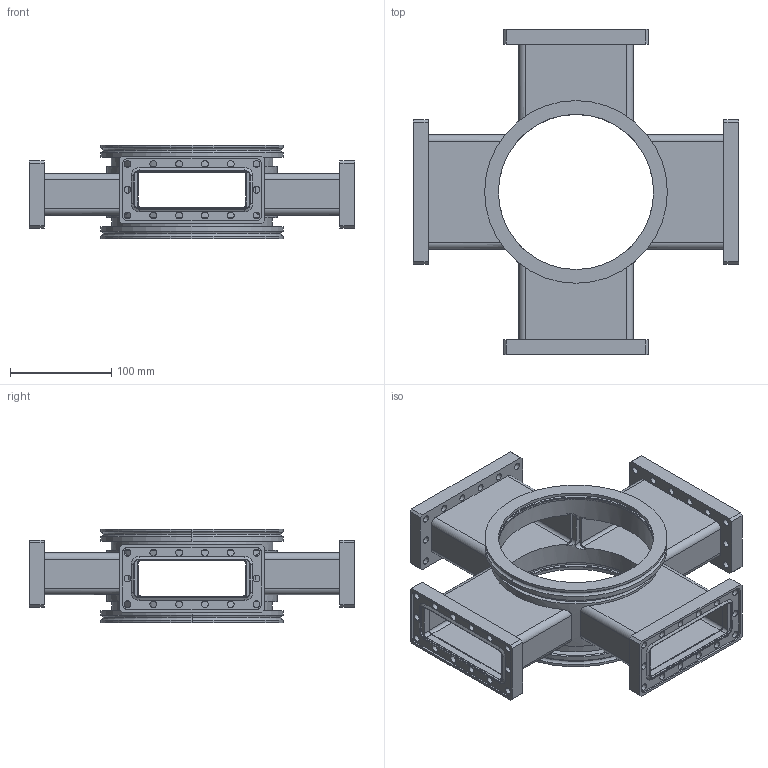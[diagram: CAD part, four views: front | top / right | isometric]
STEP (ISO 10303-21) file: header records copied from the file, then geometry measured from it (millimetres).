
FILE_DESCRIPTION(/* description */ (''),/* implementation_level */ '2;1');
FILE_NAME(/* name */ 'PRAD HOUSING.stp',/* time_stamp */ '2024-08-09T14:47:04-04:00',/* author */ (''),/* organization */ (''),/* preprocessor_version */ 'ST-DEVELOPER v16.7',/* originating_system */ 'SIEMENS PLM Software NX 12.0',/* authorisation */ '');
FILE_SCHEMA (('AP203_CONFIGURATION_CONTROLLED_3D_DESIGN_OF_MECHANICAL_PARTS_AND_ASSEMBLIES_MIM_LF { 1 0 10303 403 2 1 2}'));
Length unit declared in the file: inch
Products named in the file (1): guthA768E0ACynly
Bounding box: 320.38 x 320.38 x 92.2 mm (x, y, z)
Volume: 758530.1 mm3; surface area: 370361.4 mm2
Topology: 1 solids, 1 shells, 442 faces, 1209 edges, 798 vertices
Faces by surface type: cylinder 199, plane 195, torus 32, cone 16
Full cylindrical faces by diameter (mm): 6.731 x56, 152.999 x2, 158.117 x1, 159.299 x1, 168.275 x1
Entity records: 13683 total; most frequent: DIRECTION 2404, CARTESIAN_POINT 2383, ORIENTED_EDGE 2174, EDGE_CURVE 1087, AXIS2_PLACEMENT_3D 907, VERTEX_POINT 737, EDGE_LOOP 654, LINE 590
